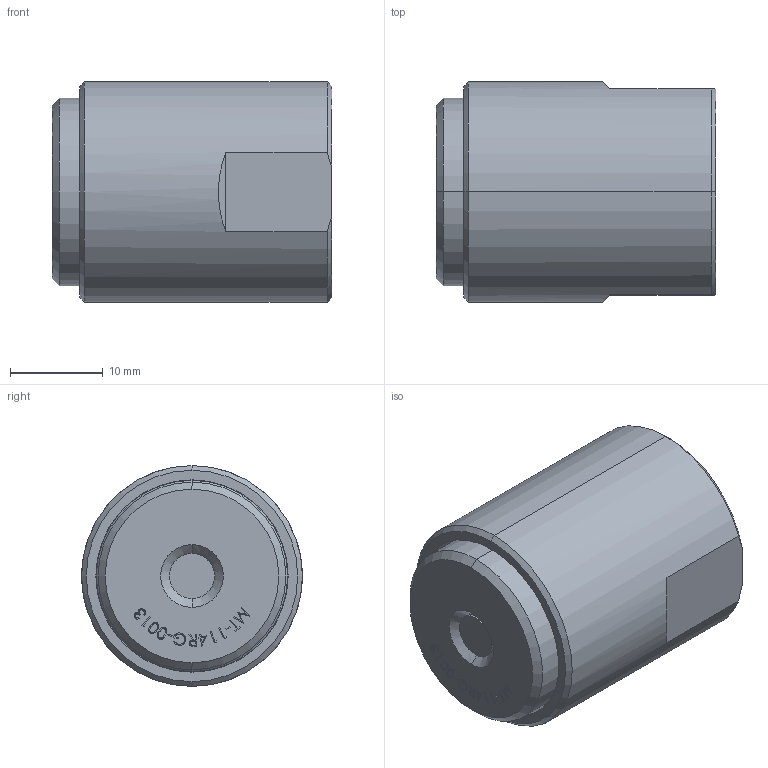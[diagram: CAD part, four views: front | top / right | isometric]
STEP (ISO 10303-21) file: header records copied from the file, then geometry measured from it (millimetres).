
FILE_DESCRIPTION (( 'STEP AP203' ), '1' );
FILE_NAME ('MT-114RG-0013.step', '2019-10-25T17:01:53', ( '' ), ( '' ), 'SwSTEP 2.0', 'SolidWorks 2020', '' );
FILE_SCHEMA (( 'CONFIG_CONTROL_DESIGN' ));
Length unit declared in the file: inch
Products named in the file (1): MT-114RG-0013
Bounding box: 30.15 x 23.79 x 23.79 mm (x, y, z)
Volume: 10175.4 mm3; surface area: 7378 mm2
Topology: 9 solids, 9 shells, 244 faces, 617 edges, 404 vertices
Faces by surface type: plane 113, bspline 49, cylinder 36, cone 30, sphere 10, torus 6
Entity records: 11723 total; most frequent: CARTESIAN_POINT 6273, ORIENTED_EDGE 1184, DIRECTION 945, EDGE_CURVE 592, VERTEX_POINT 389, VECTOR 351, LINE 351, AXIS2_PLACEMENT_3D 297
